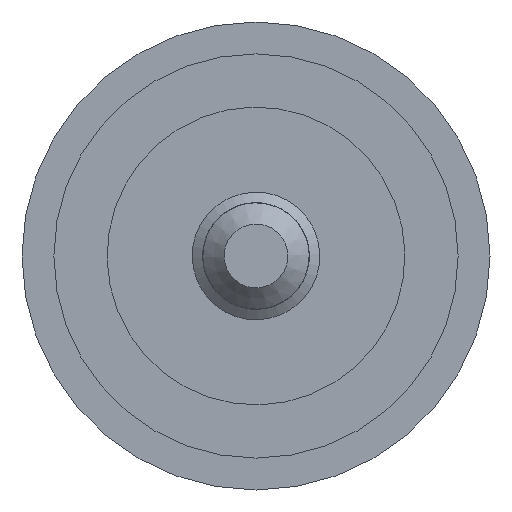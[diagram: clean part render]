
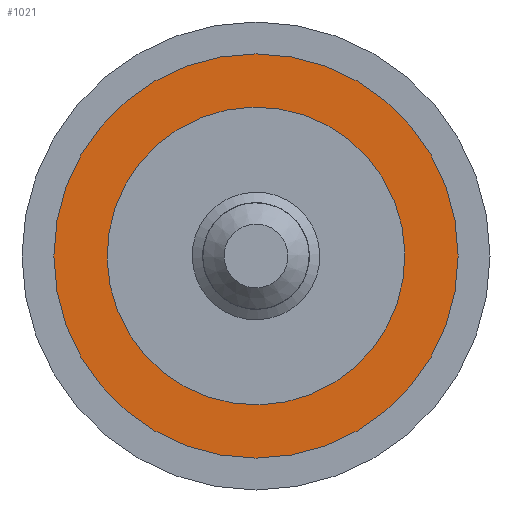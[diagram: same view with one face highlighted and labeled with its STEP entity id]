
A CAD part, front view. The second image highlights one B-rep face of the part: STEP entity #1021.
In plain terms, the highlighted planar face has unit normal (0, -1, 0).
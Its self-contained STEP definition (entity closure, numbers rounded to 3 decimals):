
#71 = ORIENTED_EDGE ( 'NONE', *, *, #740, .T. ) ;
#107 = VERTEX_POINT ( 'NONE', #353 ) ;
#185 = AXIS2_PLACEMENT_3D ( 'NONE', #653, #650, #649 ) ;
#207 = EDGE_LOOP ( 'NONE', ( #71 ) ) ;
#223 = AXIS2_PLACEMENT_3D ( 'NONE', #640, #639, #638 ) ;
#257 = VERTEX_POINT ( 'NONE', #352 ) ;
#352 = CARTESIAN_POINT ( 'NONE',  ( 0., 0., 4.75 ) ) ;
#353 = CARTESIAN_POINT ( 'NONE',  ( 0., 0., 3.1 ) ) ;
#432 = DIRECTION ( 'NONE',  ( 0., 0., 1. ) ) ;
#433 = DIRECTION ( 'NONE',  ( 0., 1., 0. ) ) ;
#442 = PLANE ( 'NONE',  #561 ) ;
#456 = CARTESIAN_POINT ( 'NONE',  ( 0., 0., 0. ) ) ;
#490 = ORIENTED_EDGE ( 'NONE', *, *, #755, .F. ) ;
#561 = AXIS2_PLACEMENT_3D ( 'NONE', #456, #433, #432 ) ;
#592 = CIRCLE ( 'NONE', #185, 3.1 ) ;
#638 = DIRECTION ( 'NONE',  ( 0., 0., 1. ) ) ;
#639 = DIRECTION ( 'NONE',  ( 0., 1., 0. ) ) ;
#640 = CARTESIAN_POINT ( 'NONE',  ( 0., 0., 0. ) ) ;
#649 = DIRECTION ( 'NONE',  ( 0., 0., 1. ) ) ;
#650 = DIRECTION ( 'NONE',  ( 0., 1., 0. ) ) ;
#651 = CIRCLE ( 'NONE', #223, 4.75 ) ;
#653 = CARTESIAN_POINT ( 'NONE',  ( 0., 0., 0. ) ) ;
#692 = FACE_BOUND ( 'NONE', #207, .T. ) ;
#740 = EDGE_CURVE ( 'NONE', #107, #107, #592, .T. ) ;
#755 = EDGE_CURVE ( 'NONE', #257, #257, #651, .T. ) ;
#936 = EDGE_LOOP ( 'NONE', ( #490 ) ) ;
#1021 = ADVANCED_FACE ( 'NONE', ( #1073, #692 ), #442, .F. ) ;
#1073 = FACE_OUTER_BOUND ( 'NONE', #936, .T. ) ;
